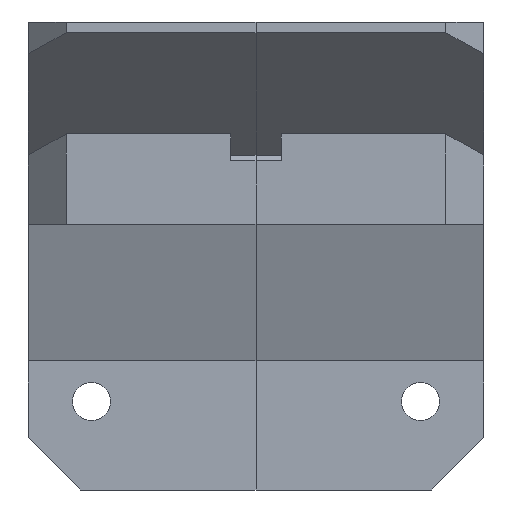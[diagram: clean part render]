
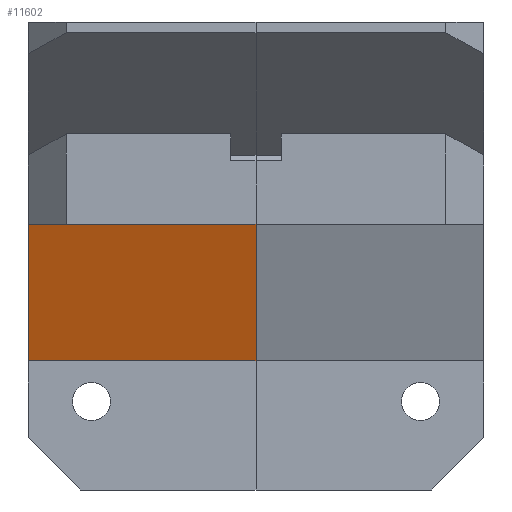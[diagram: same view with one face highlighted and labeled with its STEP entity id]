
A CAD part, left-side view. The second image highlights one B-rep face of the part: STEP entity #11602.
In plain terms, the highlighted planar face has unit normal (-0.94, 0, -0.342).
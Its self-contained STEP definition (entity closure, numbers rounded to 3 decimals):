
#1759 = VERTEX_POINT('',#1760);
#1760 = CARTESIAN_POINT('',(24.,-4.,15.218));
#1804 = PLANE('',#1805);
#1805 = AXIS2_PLACEMENT_3D('',#1806,#1807,#1808);
#1806 = CARTESIAN_POINT('',(16.8,-4.,35.));
#1807 = DIRECTION('',(0.,1.,0.));
#1808 = DIRECTION('',(0.94,0.,0.342));
#4179 = PLANE('',#4180);
#4180 = AXIS2_PLACEMENT_3D('',#4181,#4182,#4183);
#4181 = CARTESIAN_POINT('',(24.,-22.,5.));
#4182 = DIRECTION('',(1.,0.,0.));
#4183 = DIRECTION('',(0.,0.,1.));
#5763 = EDGE_CURVE('',#5764,#1759,#5766,.T.);
#5764 = VERTEX_POINT('',#5765);
#5765 = CARTESIAN_POINT('',(20.076,-4.,26.));
#5766 = SURFACE_CURVE('',#5767,(#5771,#5778),.PCURVE_S1.);
#5767 = LINE('',#5768,#5769);
#5768 = CARTESIAN_POINT('',(16.8,-4.,35.));
#5769 = VECTOR('',#5770,1.);
#5770 = DIRECTION('',(0.342,0.,-0.94));
#5771 = PCURVE('',#1804,#5772);
#5772 = DEFINITIONAL_REPRESENTATION('',(#5773),#5777);
#5773 = LINE('',#5774,#5775);
#5774 = CARTESIAN_POINT('',(0.,0.));
#5775 = VECTOR('',#5776,1.);
#5776 = DIRECTION('',(0.,1.));
#5777 = ( GEOMETRIC_REPRESENTATION_CONTEXT(2) 
PARAMETRIC_REPRESENTATION_CONTEXT() REPRESENTATION_CONTEXT('2D SPACE',''
  ) );
#5778 = PCURVE('',#5779,#5784);
#5779 = PLANE('',#5780);
#5780 = AXIS2_PLACEMENT_3D('',#5781,#5782,#5783);
#5781 = CARTESIAN_POINT('',(16.8,-22.,35.));
#5782 = DIRECTION('',(0.94,0.,0.342));
#5783 = DIRECTION('',(0.342,0.,-0.94));
#5784 = DEFINITIONAL_REPRESENTATION('',(#5785),#5789);
#5785 = LINE('',#5786,#5787);
#5786 = CARTESIAN_POINT('',(0.,18.));
#5787 = VECTOR('',#5788,1.);
#5788 = DIRECTION('',(1.,0.));
#5789 = ( GEOMETRIC_REPRESENTATION_CONTEXT(2) 
PARAMETRIC_REPRESENTATION_CONTEXT() REPRESENTATION_CONTEXT('2D SPACE',''
  ) );
#5862 = PLANE('',#5863);
#5863 = AXIS2_PLACEMENT_3D('',#5864,#5865,#5866);
#5864 = CARTESIAN_POINT('',(12.,-22.,26.));
#5865 = DIRECTION('',(0.,0.,1.));
#5866 = DIRECTION('',(1.,0.,0.));
#6281 = PLANE('',#6282);
#6282 = AXIS2_PLACEMENT_3D('',#6283,#6284,#6285);
#6283 = CARTESIAN_POINT('',(16.8,-22.,35.));
#6284 = DIRECTION('',(0.,1.,0.));
#6285 = DIRECTION('',(0.94,0.,0.342));
#7223 = VERTEX_POINT('',#7224);
#7224 = CARTESIAN_POINT('',(24.,-22.,15.218));
#7268 = EDGE_CURVE('',#7223,#1759,#7269,.T.);
#7269 = SURFACE_CURVE('',#7270,(#7274,#7280),.PCURVE_S1.);
#7270 = LINE('',#7271,#7272);
#7271 = CARTESIAN_POINT('',(24.,-22.,15.218));
#7272 = VECTOR('',#7273,1.);
#7273 = DIRECTION('',(0.,1.,0.));
#7274 = PCURVE('',#4179,#7275);
#7275 = DEFINITIONAL_REPRESENTATION('',(#7276),#7279);
#7276 = B_SPLINE_CURVE_WITH_KNOTS('',1,(#7277,#7278),.UNSPECIFIED.,.F.,
  .F.,(2,2),(0.,18.),.PIECEWISE_BEZIER_KNOTS.);
#7277 = CARTESIAN_POINT('',(10.218,0.));
#7278 = CARTESIAN_POINT('',(10.218,-18.));
#7279 = ( GEOMETRIC_REPRESENTATION_CONTEXT(2) 
PARAMETRIC_REPRESENTATION_CONTEXT() REPRESENTATION_CONTEXT('2D SPACE',''
  ) );
#7280 = PCURVE('',#5779,#7281);
#7281 = DEFINITIONAL_REPRESENTATION('',(#7282),#7285);
#7282 = B_SPLINE_CURVE_WITH_KNOTS('',1,(#7283,#7284),.UNSPECIFIED.,.F.,
  .F.,(2,2),(0.,18.),.PIECEWISE_BEZIER_KNOTS.);
#7283 = CARTESIAN_POINT('',(21.051,0.));
#7284 = CARTESIAN_POINT('',(21.051,18.));
#7285 = ( GEOMETRIC_REPRESENTATION_CONTEXT(2) 
PARAMETRIC_REPRESENTATION_CONTEXT() REPRESENTATION_CONTEXT('2D SPACE',''
  ) );
#11602 = ADVANCED_FACE('',(#11603),#5779,.F.);
#11603 = FACE_BOUND('',#11604,.F.);
#11604 = EDGE_LOOP('',(#11605,#11606,#11627,#11648));
#11605 = ORIENTED_EDGE('',*,*,#5763,.F.);
#11606 = ORIENTED_EDGE('',*,*,#11607,.T.);
#11607 = EDGE_CURVE('',#5764,#11608,#11610,.T.);
#11608 = VERTEX_POINT('',#11609);
#11609 = CARTESIAN_POINT('',(20.076,-22.,26.));
#11610 = SURFACE_CURVE('',#11611,(#11615,#11621),.PCURVE_S1.);
#11611 = LINE('',#11612,#11613);
#11612 = CARTESIAN_POINT('',(20.076,-22.,26.));
#11613 = VECTOR('',#11614,1.);
#11614 = DIRECTION('',(0.,-1.,0.));
#11615 = PCURVE('',#5779,#11616);
#11616 = DEFINITIONAL_REPRESENTATION('',(#11617),#11620);
#11617 = B_SPLINE_CURVE_WITH_KNOTS('',1,(#11618,#11619),.UNSPECIFIED.,
  .F.,.F.,(2,2),(-18.,0.),.PIECEWISE_BEZIER_KNOTS.);
#11618 = CARTESIAN_POINT('',(9.578,18.));
#11619 = CARTESIAN_POINT('',(9.578,0.));
#11620 = ( GEOMETRIC_REPRESENTATION_CONTEXT(2) 
PARAMETRIC_REPRESENTATION_CONTEXT() REPRESENTATION_CONTEXT('2D SPACE',''
  ) );
#11621 = PCURVE('',#5862,#11622);
#11622 = DEFINITIONAL_REPRESENTATION('',(#11623),#11626);
#11623 = B_SPLINE_CURVE_WITH_KNOTS('',1,(#11624,#11625),.UNSPECIFIED.,
  .F.,.F.,(2,2),(-18.,0.),.PIECEWISE_BEZIER_KNOTS.);
#11624 = CARTESIAN_POINT('',(8.076,18.));
#11625 = CARTESIAN_POINT('',(8.076,0.));
#11626 = ( GEOMETRIC_REPRESENTATION_CONTEXT(2) 
PARAMETRIC_REPRESENTATION_CONTEXT() REPRESENTATION_CONTEXT('2D SPACE',''
  ) );
#11627 = ORIENTED_EDGE('',*,*,#11628,.T.);
#11628 = EDGE_CURVE('',#11608,#7223,#11629,.T.);
#11629 = SURFACE_CURVE('',#11630,(#11634,#11641),.PCURVE_S1.);
#11630 = LINE('',#11631,#11632);
#11631 = CARTESIAN_POINT('',(16.8,-22.,35.));
#11632 = VECTOR('',#11633,1.);
#11633 = DIRECTION('',(0.342,0.,-0.94));
#11634 = PCURVE('',#5779,#11635);
#11635 = DEFINITIONAL_REPRESENTATION('',(#11636),#11640);
#11636 = LINE('',#11637,#11638);
#11637 = CARTESIAN_POINT('',(0.,0.));
#11638 = VECTOR('',#11639,1.);
#11639 = DIRECTION('',(1.,0.));
#11640 = ( GEOMETRIC_REPRESENTATION_CONTEXT(2) 
PARAMETRIC_REPRESENTATION_CONTEXT() REPRESENTATION_CONTEXT('2D SPACE',''
  ) );
#11641 = PCURVE('',#6281,#11642);
#11642 = DEFINITIONAL_REPRESENTATION('',(#11643),#11647);
#11643 = LINE('',#11644,#11645);
#11644 = CARTESIAN_POINT('',(0.,0.));
#11645 = VECTOR('',#11646,1.);
#11646 = DIRECTION('',(0.,1.));
#11647 = ( GEOMETRIC_REPRESENTATION_CONTEXT(2) 
PARAMETRIC_REPRESENTATION_CONTEXT() REPRESENTATION_CONTEXT('2D SPACE',''
  ) );
#11648 = ORIENTED_EDGE('',*,*,#7268,.T.);
